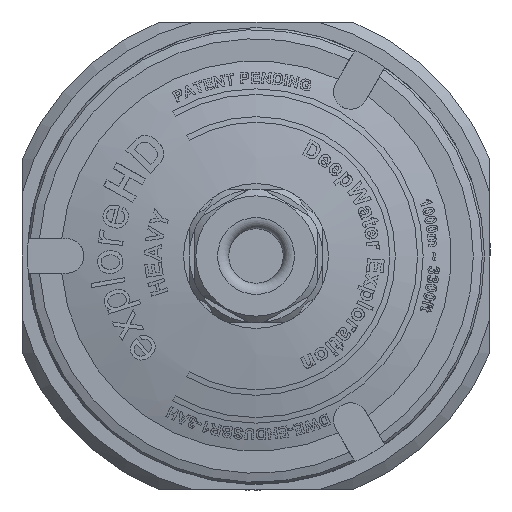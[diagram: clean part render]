
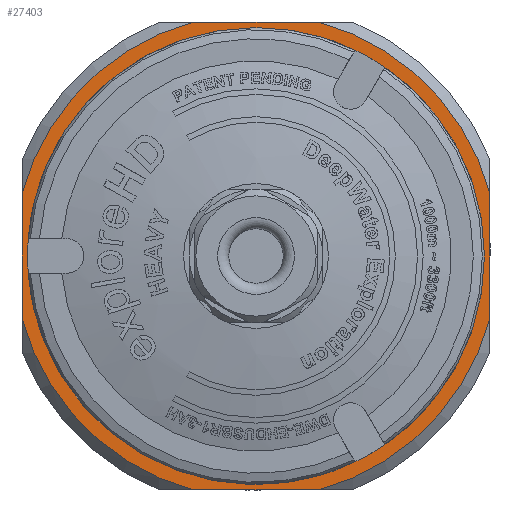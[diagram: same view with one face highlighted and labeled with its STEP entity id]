
A CAD part, left-side view. The second image highlights one B-rep face of the part: STEP entity #27403.
In plain terms, the highlighted face is planar.
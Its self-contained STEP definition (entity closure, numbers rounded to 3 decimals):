
#208=FACE_BOUND('',#3742,.T.);
#566=PLANE('',#29498);
#2057=FACE_OUTER_BOUND('',#3741,.T.);
#3741=EDGE_LOOP('',(#20355,#20356,#20357,#20358,#20359,#20360,#20361,#20362));
#3742=EDGE_LOOP('',(#20363));
#5675=CIRCLE('',#29499,21.73);
#5676=CIRCLE('',#29500,21.73);
#5677=CIRCLE('',#29501,21.73);
#5678=CIRCLE('',#29502,21.73);
#5679=CIRCLE('',#29503,20.3);
#8235=LINE('',#53370,#9732);
#8236=LINE('',#53374,#9733);
#8237=LINE('',#53378,#9734);
#8238=LINE('',#53381,#9735);
#9732=VECTOR('',#32448,10.);
#9733=VECTOR('',#32451,10.);
#9734=VECTOR('',#32454,10.);
#9735=VECTOR('',#32457,10.);
#12317=VERTEX_POINT('',#53366);
#12318=VERTEX_POINT('',#53367);
#12319=VERTEX_POINT('',#53369);
#12320=VERTEX_POINT('',#53371);
#12321=VERTEX_POINT('',#53373);
#12322=VERTEX_POINT('',#53375);
#12323=VERTEX_POINT('',#53377);
#12324=VERTEX_POINT('',#53379);
#12325=VERTEX_POINT('',#53382);
#15435=EDGE_CURVE('',#12317,#12318,#5675,.T.);
#15436=EDGE_CURVE('',#12317,#12319,#8235,.T.);
#15437=EDGE_CURVE('',#12320,#12319,#5676,.T.);
#15438=EDGE_CURVE('',#12320,#12321,#8236,.T.);
#15439=EDGE_CURVE('',#12322,#12321,#5677,.T.);
#15440=EDGE_CURVE('',#12322,#12323,#8237,.T.);
#15441=EDGE_CURVE('',#12324,#12323,#5678,.T.);
#15442=EDGE_CURVE('',#12324,#12318,#8238,.T.);
#15443=EDGE_CURVE('',#12325,#12325,#5679,.T.);
#20355=ORIENTED_EDGE('',*,*,#15435,.F.);
#20356=ORIENTED_EDGE('',*,*,#15436,.T.);
#20357=ORIENTED_EDGE('',*,*,#15437,.F.);
#20358=ORIENTED_EDGE('',*,*,#15438,.T.);
#20359=ORIENTED_EDGE('',*,*,#15439,.F.);
#20360=ORIENTED_EDGE('',*,*,#15440,.T.);
#20361=ORIENTED_EDGE('',*,*,#15441,.F.);
#20362=ORIENTED_EDGE('',*,*,#15442,.T.);
#20363=ORIENTED_EDGE('',*,*,#15443,.F.);
#27403=ADVANCED_FACE('',(#2057,#208),#566,.T.);
#29498=AXIS2_PLACEMENT_3D('',#53365,#32444,#32445);
#29499=AXIS2_PLACEMENT_3D('',#53368,#32446,#32447);
#29500=AXIS2_PLACEMENT_3D('',#53372,#32449,#32450);
#29501=AXIS2_PLACEMENT_3D('',#53376,#32452,#32453);
#29502=AXIS2_PLACEMENT_3D('',#53380,#32455,#32456);
#29503=AXIS2_PLACEMENT_3D('',#53383,#32458,#32459);
#32444=DIRECTION('center_axis',(0.,-1.,0.));
#32445=DIRECTION('ref_axis',(1.,0.,0.));
#32446=DIRECTION('center_axis',(0.,1.,0.));
#32447=DIRECTION('ref_axis',(-1.,0.,0.));
#32448=DIRECTION('',(0.,0.,-1.));
#32449=DIRECTION('center_axis',(0.,1.,0.));
#32450=DIRECTION('ref_axis',(-1.,0.,0.));
#32451=DIRECTION('',(1.,0.,0.));
#32452=DIRECTION('center_axis',(0.,1.,0.));
#32453=DIRECTION('ref_axis',(1.,0.,0.));
#32454=DIRECTION('',(0.,0.,1.));
#32455=DIRECTION('center_axis',(0.,1.,0.));
#32456=DIRECTION('ref_axis',(1.,0.,0.));
#32457=DIRECTION('',(-1.,0.,0.));
#32458=DIRECTION('center_axis',(0.,-1.,0.));
#32459=DIRECTION('ref_axis',(-1.,0.,0.));
#53365=CARTESIAN_POINT('Origin',(0.,0.,
22.5));
#53366=CARTESIAN_POINT('',(-21.,0.,5.586));
#53367=CARTESIAN_POINT('',(-5.586,0.,21.));
#53368=CARTESIAN_POINT('Origin',(0.,0.,
0.));
#53369=CARTESIAN_POINT('',(-21.,0.,-5.586));
#53370=CARTESIAN_POINT('',(-21.,0.,15.599));
#53371=CARTESIAN_POINT('',(-5.586,0.,-21.));
#53372=CARTESIAN_POINT('Origin',(0.,0.,
0.));
#53373=CARTESIAN_POINT('',(5.586,0.,-21.));
#53374=CARTESIAN_POINT('',(-4.349,0.,-21.));
#53375=CARTESIAN_POINT('',(21.,0.,-5.586));
#53376=CARTESIAN_POINT('Origin',(0.,0.,
0.));
#53377=CARTESIAN_POINT('',(21.,0.,5.586));
#53378=CARTESIAN_POINT('',(21.,0.,6.901));
#53379=CARTESIAN_POINT('',(5.586,0.,21.));
#53380=CARTESIAN_POINT('Origin',(0.,0.,
0.));
#53381=CARTESIAN_POINT('',(4.349,0.,21.));
#53382=CARTESIAN_POINT('',(20.3,0.,0.));
#53383=CARTESIAN_POINT('Origin',(0.,0.,
0.));
